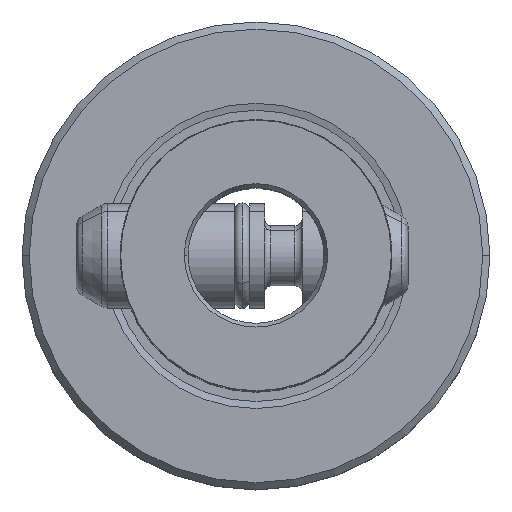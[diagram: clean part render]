
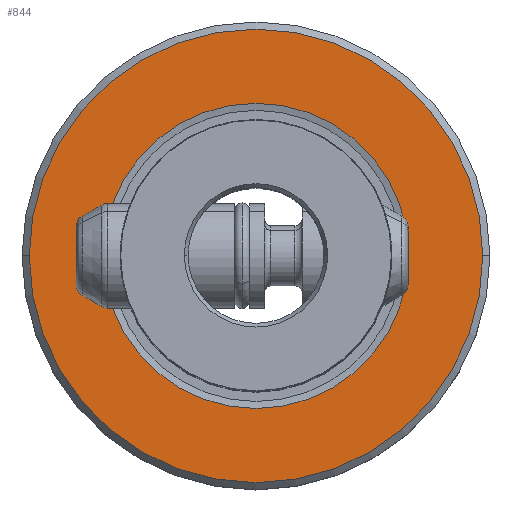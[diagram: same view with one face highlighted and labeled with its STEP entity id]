
A CAD part, top view. The second image highlights one B-rep face of the part: STEP entity #844.
In plain terms, the highlighted planar face has unit normal (0, 0, 1).
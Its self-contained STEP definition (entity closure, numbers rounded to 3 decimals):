
#708=EDGE_CURVE('NONE',#884,#1986,#2041,.T.);
#844=ADVANCED_FACE('NONE',(#2194,#2195),#2196,.T.);
#884=VERTEX_POINT('NONE',#2242);
#1074=EDGE_CURVE('NONE',#1956,#1588,#2455,.T.);
#1172=EDGE_CURVE('NONE',#1588,#1956,#2566,.T.);
#1210=EDGE_CURVE('NONE',#1986,#884,#2612,.T.);
#1588=VERTEX_POINT('NONE',#3034);
#1956=VERTEX_POINT('NONE',#3436);
#1986=VERTEX_POINT('NONE',#3472);
#2041=CIRCLE('',#3532,15.025);
#2194=FACE_OUTER_BOUND('',#3785,.T.);
#2195=FACE_BOUND('',#3786,.T.);
#2196=PLANE('',#3787);
#2242=CARTESIAN_POINT('',(15.025,0.,0.));
#2455=CIRCLE('',#4246,10.112);
#2566=CIRCLE('',#4405,10.112);
#2612=CIRCLE('',#4463,15.025);
#3034=CARTESIAN_POINT('',(10.112,0.0,0.));
#3436=CARTESIAN_POINT('',(-10.112,0.,0.));
#3472=CARTESIAN_POINT('',(-15.025,0.0,0.));
#3532=AXIS2_PLACEMENT_3D('',#6044,#6045,#6046);
#3785=EDGE_LOOP('',(#6231,#6232));
#3786=EDGE_LOOP('',(#6233,#6234));
#3787=AXIS2_PLACEMENT_3D('',#6235,#6236,#6237);
#4246=AXIS2_PLACEMENT_3D('',#6586,#6587,#6588);
#4405=AXIS2_PLACEMENT_3D('',#6727,#6728,#6729);
#4463=AXIS2_PLACEMENT_3D('',#6797,#6798,#6799);
#6044=CARTESIAN_POINT('',(0.0,0.0,0.));
#6045=DIRECTION('',(0.0,0.0,-1.0));
#6046=DIRECTION('',(1.0,0.0,0.0));
#6231=ORIENTED_EDGE('',*,*,#1210,.F.);
#6232=ORIENTED_EDGE('',*,*,#708,.F.);
#6233=ORIENTED_EDGE('',*,*,#1172,.F.);
#6234=ORIENTED_EDGE('',*,*,#1074,.F.);
#6235=CARTESIAN_POINT('',(0.0,19.0,0.));
#6236=DIRECTION('',(0.0,0.0,1.0));
#6237=DIRECTION('',(1.0,0.0,0.0));
#6586=CARTESIAN_POINT('',(0.0,0.0,0.));
#6587=DIRECTION('',(0.0,0.0,1.0));
#6588=DIRECTION('',(1.0,0.0,0.0));
#6727=CARTESIAN_POINT('',(0.0,0.0,0.));
#6728=DIRECTION('',(0.0,0.0,1.0));
#6729=DIRECTION('',(1.0,0.0,0.0));
#6797=CARTESIAN_POINT('',(0.0,0.0,0.));
#6798=DIRECTION('',(0.0,0.0,-1.0));
#6799=DIRECTION('',(1.0,0.0,0.0));
